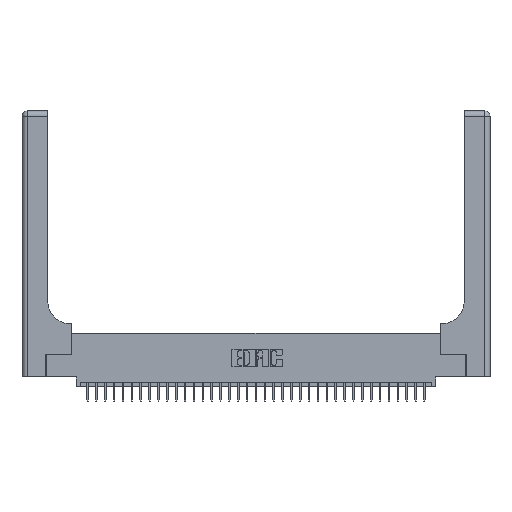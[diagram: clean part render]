
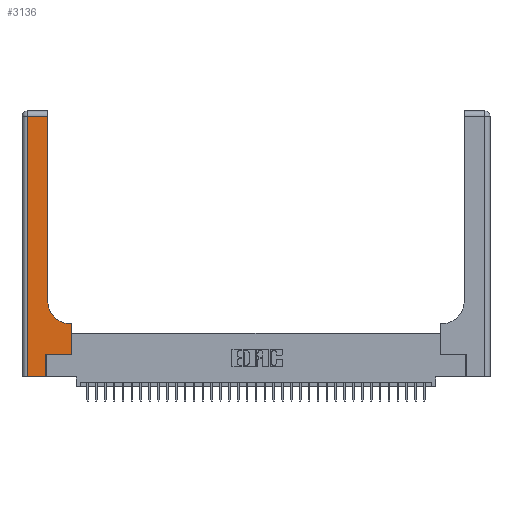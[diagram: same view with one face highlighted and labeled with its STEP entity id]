
A CAD part, top view. The second image highlights one B-rep face of the part: STEP entity #3136.
In plain terms, the highlighted planar face has unit normal (0, 0, 1).
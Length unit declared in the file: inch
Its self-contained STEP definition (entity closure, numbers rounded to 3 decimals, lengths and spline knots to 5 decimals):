
#303 = ORIENTED_EDGE ( 'NONE', *, *, #36384, .T. ) ;
#380 = EDGE_CURVE ( 'NONE', #26636, #31201, #18422, .T. ) ;
#595 = FACE_OUTER_BOUND ( 'NONE', #9623, .T. ) ;
#1278 = EDGE_CURVE ( 'NONE', #17453, #12708, #13543, .T. ) ;
#1782 = ORIENTED_EDGE ( 'NONE', *, *, #35601, .T. ) ;
#2204 = VERTEX_POINT ( 'NONE', #24033 ) ;
#2723 = ORIENTED_EDGE ( 'NONE', *, *, #380, .T. ) ;
#3136 = ADVANCED_FACE ( 'NONE', ( #595 ), #11267, .F. ) ;
#3222 = DIRECTION ( 'NONE',  ( 1., 0., 0. ) ) ;
#3298 = LINE ( 'NONE', #30251, #34073 ) ;
#3635 = DIRECTION ( 'NONE',  ( 0., 1., 0. ) ) ;
#3662 = VECTOR ( 'NONE', #32647, 39.37008 ) ;
#4178 = DIRECTION ( 'NONE',  ( 0., -1., 0. ) ) ;
#5285 = EDGE_CURVE ( 'NONE', #12708, #33484, #16395, .T. ) ;
#6284 = LINE ( 'NONE', #24500, #3662 ) ;
#6522 = DIRECTION ( 'NONE',  ( 0., 0., -1. ) ) ;
#6542 = CARTESIAN_POINT ( 'NONE',  ( 0.2915, 0.85, 0.37 ) ) ;
#6567 = CARTESIAN_POINT ( 'NONE',  ( 0.5585, 0.25, 0.37 ) ) ;
#7570 = CARTESIAN_POINT ( 'NONE',  ( 0.2915, 2.94, 0.37 ) ) ;
#7604 = CARTESIAN_POINT ( 'NONE',  ( 0.06, 2.94, 0.37 ) ) ;
#7857 = VECTOR ( 'NONE', #13793, 39.37008 ) ;
#8683 = EDGE_CURVE ( 'NONE', #12863, #17453, #23564, .T. ) ;
#9623 = EDGE_LOOP ( 'NONE', ( #1782, #26206, #28978, #11027, #303, #21182, #10651, #14084, #2723 ) ) ;
#10168 = VERTEX_POINT ( 'NONE', #16542 ) ;
#10398 = CARTESIAN_POINT ( 'NONE',  ( 0.5585, 0.25, 0.37 ) ) ;
#10651 = ORIENTED_EDGE ( 'NONE', *, *, #15979, .T. ) ;
#10732 = EDGE_CURVE ( 'NONE', #2204, #18837, #17337, .T. ) ;
#11027 = ORIENTED_EDGE ( 'NONE', *, *, #5285, .T. ) ;
#11267 = PLANE ( 'NONE',  #34356 ) ;
#11881 = CARTESIAN_POINT ( 'NONE',  ( 0., 3., 0.37 ) ) ;
#12157 = VECTOR ( 'NONE', #35699, 39.37008 ) ;
#12187 = LINE ( 'NONE', #6567, #26699 ) ;
#12708 = VERTEX_POINT ( 'NONE', #31235 ) ;
#12863 = VERTEX_POINT ( 'NONE', #7570 ) ;
#13543 = LINE ( 'NONE', #23646, #16625 ) ;
#13765 = DIRECTION ( 'NONE',  ( 0., 1., 0. ) ) ;
#13793 = DIRECTION ( 'NONE',  ( -1., 0., 0. ) ) ;
#14084 = ORIENTED_EDGE ( 'NONE', *, *, #22943, .T. ) ;
#15487 = AXIS2_PLACEMENT_3D ( 'NONE', #28851, #6522, #3222 ) ;
#15615 = VECTOR ( 'NONE', #22437, 39.37008 ) ;
#15979 = EDGE_CURVE ( 'NONE', #18837, #10168, #12187, .T. ) ;
#16395 = LINE ( 'NONE', #18505, #21677 ) ;
#16542 = CARTESIAN_POINT ( 'NONE',  ( 0.5585, 0.6, 0.37 ) ) ;
#16625 = VECTOR ( 'NONE', #4178, 39.37008 ) ;
#17337 = LINE ( 'NONE', #30802, #15615 ) ;
#17453 = VERTEX_POINT ( 'NONE', #7604 ) ;
#18422 = CIRCLE ( 'NONE', #15487, 0.25 ) ;
#18505 = CARTESIAN_POINT ( 'NONE',  ( 0., 0., 0.37 ) ) ;
#18837 = VERTEX_POINT ( 'NONE', #10398 ) ;
#19352 = CARTESIAN_POINT ( 'NONE',  ( 0.2915, 0.6, 0.37 ) ) ;
#21182 = ORIENTED_EDGE ( 'NONE', *, *, #10732, .T. ) ;
#21677 = VECTOR ( 'NONE', #30655, 39.37008 ) ;
#22329 = CARTESIAN_POINT ( 'NONE',  ( 0., 2.94, 0.37 ) ) ;
#22437 = DIRECTION ( 'NONE',  ( 1., 0., 0. ) ) ;
#22943 = EDGE_CURVE ( 'NONE', #10168, #26636, #32431, .T. ) ;
#23089 = CARTESIAN_POINT ( 'NONE',  ( 0.269, 0., 0.37 ) ) ;
#23564 = LINE ( 'NONE', #22329, #12157 ) ;
#23646 = CARTESIAN_POINT ( 'NONE',  ( 0.06, 3., 0.37 ) ) ;
#24033 = CARTESIAN_POINT ( 'NONE',  ( 0.269, 0.25, 0.37 ) ) ;
#24500 = CARTESIAN_POINT ( 'NONE',  ( 0.269, 0., 0.37 ) ) ;
#24890 = DIRECTION ( 'NONE',  ( -1., 0., 0. ) ) ;
#26206 = ORIENTED_EDGE ( 'NONE', *, *, #8683, .T. ) ;
#26636 = VERTEX_POINT ( 'NONE', #29858 ) ;
#26699 = VECTOR ( 'NONE', #3635, 39.37008 ) ;
#28851 = CARTESIAN_POINT ( 'NONE',  ( 0.5415, 0.85, 0.37 ) ) ;
#28978 = ORIENTED_EDGE ( 'NONE', *, *, #1278, .T. ) ;
#29268 = DIRECTION ( 'NONE',  ( 0., 0., -1. ) ) ;
#29858 = CARTESIAN_POINT ( 'NONE',  ( 0.5415, 0.6, 0.37 ) ) ;
#30251 = CARTESIAN_POINT ( 'NONE',  ( 0.2915, 3., 0.37 ) ) ;
#30655 = DIRECTION ( 'NONE',  ( 1., 0., 0. ) ) ;
#30802 = CARTESIAN_POINT ( 'NONE',  ( 0.269, 0.25, 0.37 ) ) ;
#31201 = VERTEX_POINT ( 'NONE', #6542 ) ;
#31235 = CARTESIAN_POINT ( 'NONE',  ( 0.06, 0., 0.37 ) ) ;
#32431 = LINE ( 'NONE', #19352, #7857 ) ;
#32647 = DIRECTION ( 'NONE',  ( 0., 1., 0. ) ) ;
#33484 = VERTEX_POINT ( 'NONE', #23089 ) ;
#34073 = VECTOR ( 'NONE', #13765, 39.37008 ) ;
#34356 = AXIS2_PLACEMENT_3D ( 'NONE', #11881, #29268, #24890 ) ;
#35601 = EDGE_CURVE ( 'NONE', #31201, #12863, #3298, .T. ) ;
#35699 = DIRECTION ( 'NONE',  ( -1., 0., 0. ) ) ;
#36384 = EDGE_CURVE ( 'NONE', #33484, #2204, #6284, .T. ) ;
